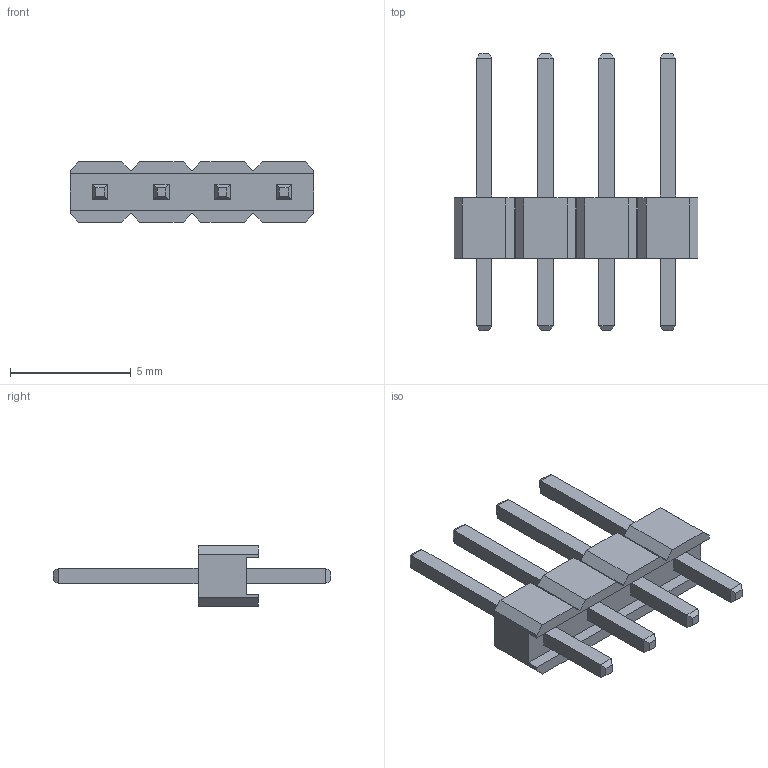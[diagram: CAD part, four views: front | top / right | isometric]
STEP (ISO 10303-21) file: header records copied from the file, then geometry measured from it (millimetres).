
FILE_DESCRIPTION (( 'STEP AP214' ), '1' );
FILE_NAME ('pin254malex4MAGENTA.STEP', '2023-07-02T13:06:41', ( '' ), ( '' ), 'SwSTEP 2.0', 'SolidWorks 2022', '' );
FILE_SCHEMA (( 'AUTOMOTIVE_DESIGN' ));
Length unit declared in the file: millimetre
Products named in the file (1): pin254malex4MAGENTA
Bounding box: 10.12 x 11.5 x 2.5 mm (x, y, z)
Volume: 68.3 mm3; surface area: 217.8 mm2
Topology: 1 solids, 1 shells, 122 faces, 292 edges, 180 vertices
Faces by surface type: plane 122
Entity records: 4780 total; most frequent: CARTESIAN_POINT 595, ORIENTED_EDGE 584, DIRECTION 538, EDGE_CURVE 292, VECTOR 292, LINE 292, VERTEX_POINT 180, EDGE_LOOP 130
